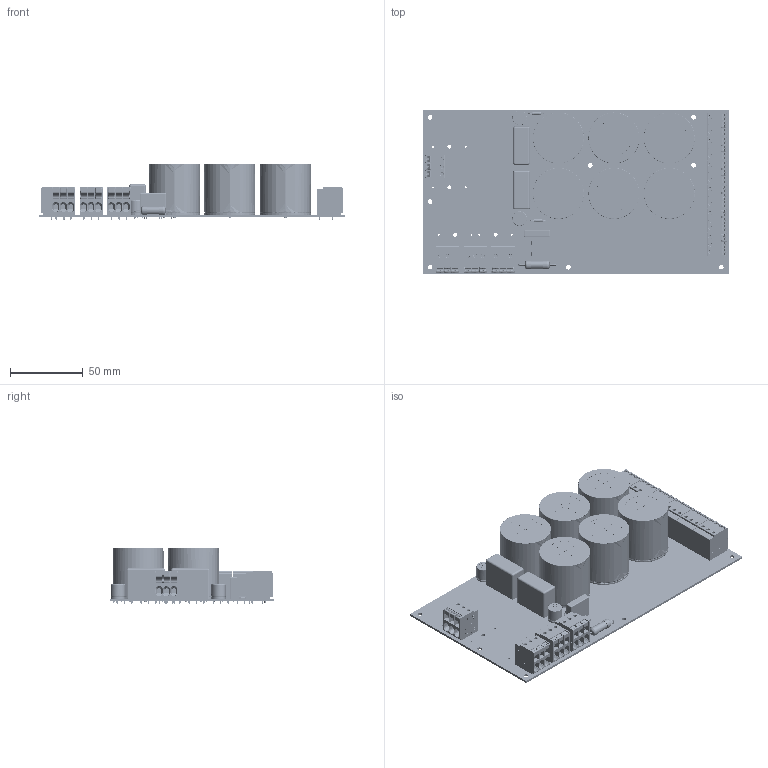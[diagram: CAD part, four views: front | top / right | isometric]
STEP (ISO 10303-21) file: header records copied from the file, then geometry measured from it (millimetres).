
FILE_DESCRIPTION(('KiCad electronic assembly'),'2;1');
FILE_NAME('amp6c_psu.step','2022-02-22T14:59:43',('Pcbnew'),('Kicad'), 'Open CASCADE STEP processor 7.5','KiCad to STEP converter','Unknown' );
FILE_SCHEMA(('AUTOMOTIVE_DESIGN { 1 0 10303 214 1 1 1 1 }'));
Length unit declared in the file: millimetre
Products named in the file (22): amp6c_psu 1; D_SMC; SOLID; R_Axial_DIN0207_L6.3mm_D2.5mm_P10.16mm_Horizontal; CP_Radial_D35.0mm_P10.00mm_SnapIn; pxc_1017504_00_TDPT-2-5-3-SP-5-08_3D; COMPOUND; C_Rect_L18.0mm_W5.0mm_P15.00mm_FKS3_FKP3; CP_Radial_D10.0mm_P5.00mm; R_Axial_DIN0617_L17.0mm_D6.0mm_P25.40mm_Horizontal; C_Rect_L26.5mm_W11.5mm_P22.50mm_MKS4; amp6c_psu PCB; amp6c_psu 2; amp6c_psu 3; amp6c_psu 4; amp6c_psu 5
Assembly tree (35 placements, depth 3):
  amp6c_psu 1
    D_SMC  x2
      SOLID
    R_Axial_DIN0207_L6.3mm_D2.5mm_P10.16mm_Horizontal  x2
      SOLID
    CP_Radial_D35.0mm_P10.00mm_SnapIn  x6
      SOLID
    pxc_1017504_00_TDPT-2-5-3-SP-5-08_3D  x10
      COMPOUND
    C_Rect_L18.0mm_W5.0mm_P15.00mm_FKS3_FKP3
      SOLID
    CP_Radial_D10.0mm_P5.00mm  x2
      SOLID
    R_Axial_DIN0617_L17.0mm_D6.0mm_P25.40mm_Horizontal
      SOLID
    C_Rect_L26.5mm_W11.5mm_P22.50mm_MKS4  x2
      SOLID
    amp6c_psu PCB
  amp6c_psu 2
  amp6c_psu 3
  amp6c_psu 4
  amp6c_psu 5
Bounding box: 209.55 x 113.03 x 38.5 mm (x, y, z)
Volume: 297923.5 mm3; surface area: 159535.2 mm2
Topology: 207 solids, 215 shells, 19747 faces, 53437 edges, 35094 vertices
Faces by surface type: bspline 19633, cylinder 108, plane 6
Full cylindrical faces by diameter (mm): 0.8 x4, 1 x4, 1.1 x60, 1.2 x8, 1.3 x8, 2 x12, 2.7 x4, 3.2 x8
Entity records: 160164 total; most frequent: CARTESIAN_POINT 80052, B_SPLINE_CURVE_WITH_KNOTS 14292, ORIENTED_EDGE 11962, PCURVE 11962, DEFINITIONAL_REPRESENTATION 11962, EDGE_CURVE 5981, SURFACE_CURVE 5843, VERTEX_POINT 3943
